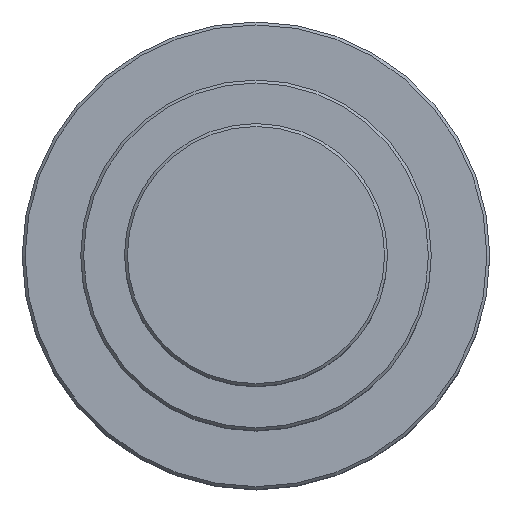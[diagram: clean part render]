
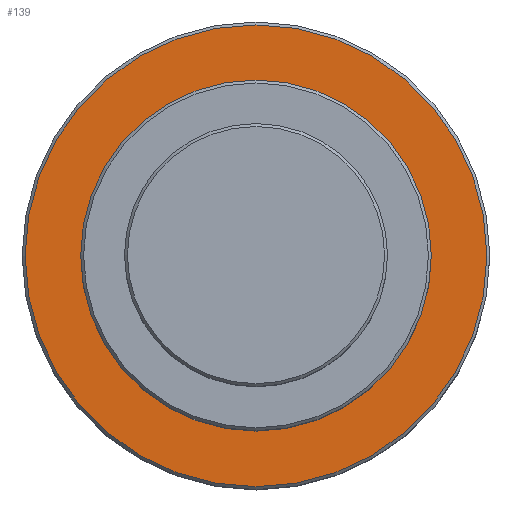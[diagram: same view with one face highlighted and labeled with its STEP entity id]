
A CAD part, top view. The second image highlights one B-rep face of the part: STEP entity #139.
In plain terms, the highlighted planar face has unit normal (0, 0, 1).
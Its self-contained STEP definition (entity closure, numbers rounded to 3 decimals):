
#15=FACE_BOUND('',#38,.T.);
#17=PLANE('',#167);
#26=FACE_OUTER_BOUND('',#37,.T.);
#37=EDGE_LOOP('',(#107));
#38=EDGE_LOOP('',(#108));
#62=CIRCLE('',#163,79.);
#65=CIRCLE('',#168,60.);
#72=VERTEX_POINT('',#236);
#75=VERTEX_POINT('',#246);
#82=EDGE_CURVE('',#72,#72,#62,.T.);
#87=EDGE_CURVE('',#75,#75,#65,.T.);
#107=ORIENTED_EDGE('',*,*,#82,.F.);
#108=ORIENTED_EDGE('',*,*,#87,.T.);
#139=ADVANCED_FACE('',(#26,#15),#17,.T.);
#163=AXIS2_PLACEMENT_3D('',#237,#187,#188);
#167=AXIS2_PLACEMENT_3D('',#245,#197,#198);
#168=AXIS2_PLACEMENT_3D('',#247,#199,#200);
#187=DIRECTION('center_axis',(0.,0.,-1.));
#188=DIRECTION('ref_axis',(1.,0.,0.));
#197=DIRECTION('center_axis',(0.,0.,1.));
#198=DIRECTION('ref_axis',(1.,0.,0.));
#199=DIRECTION('center_axis',(0.,0.,-1.));
#200=DIRECTION('ref_axis',(-1.,0.,0.));
#236=CARTESIAN_POINT('',(-79.,0.,80.));
#237=CARTESIAN_POINT('Origin',(0.,0.,80.));
#245=CARTESIAN_POINT('Origin',(0.,0.,80.));
#246=CARTESIAN_POINT('',(60.,0.,80.));
#247=CARTESIAN_POINT('Origin',(0.,0.,80.));
